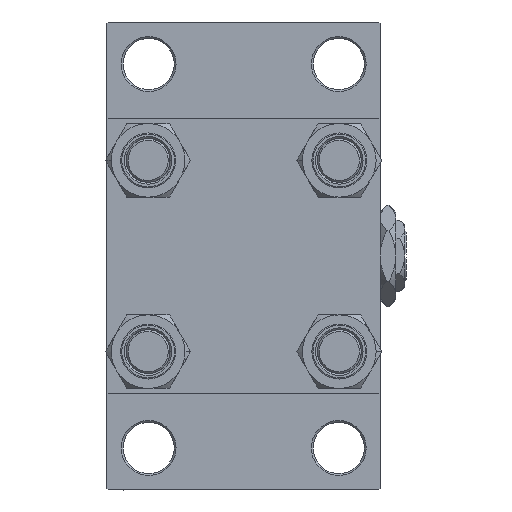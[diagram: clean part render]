
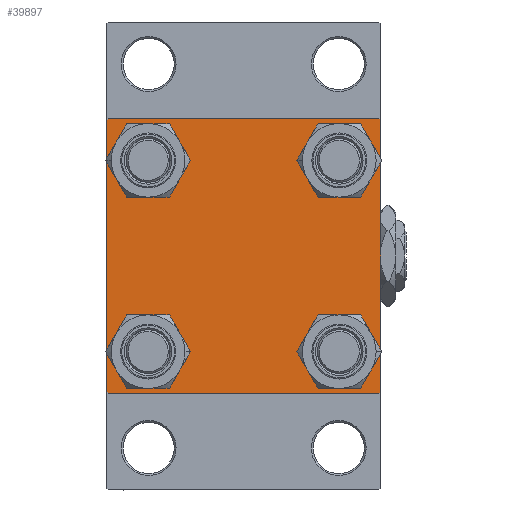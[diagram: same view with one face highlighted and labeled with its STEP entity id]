
A CAD part, left-side view. The second image highlights one B-rep face of the part: STEP entity #39897.
In plain terms, the highlighted planar face has unit normal (-1, 0, 0).
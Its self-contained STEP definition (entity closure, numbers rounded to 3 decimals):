
#287 = ORIENTED_EDGE ( 'NONE', *, *, #49812, .T. ) ;
#720 = DIRECTION ( 'NONE',  ( 0., 0., 1. ) ) ;
#759 = AXIS2_PLACEMENT_3D ( 'NONE', #12159, #17336, #14479 ) ;
#1681 = DIRECTION ( 'NONE',  ( 1., 0., 0. ) ) ;
#2038 = CIRCLE ( 'NONE', #21093, 6.5 ) ;
#3097 = VECTOR ( 'NONE', #18516, 1000. ) ;
#3272 = VECTOR ( 'NONE', #8273, 1000. ) ;
#4003 = EDGE_LOOP ( 'NONE', ( #22593, #33048, #16764, #12354, #8920, #47263, #48356, #8773 ) ) ;
#4191 = CARTESIAN_POINT ( 'NONE',  ( 0., 37.5, 37.5 ) ) ;
#5249 = DIRECTION ( 'NONE',  ( 0., 0., 1. ) ) ;
#5481 = EDGE_CURVE ( 'NONE', #34388, #27352, #15911, .T. ) ;
#5984 = DIRECTION ( 'NONE',  ( 1., 0., 0. ) ) ;
#6103 = EDGE_LOOP ( 'NONE', ( #31451, #287 ) ) ;
#6247 = CARTESIAN_POINT ( 'NONE',  ( 0., 26.15, -26.15 ) ) ;
#6415 = VECTOR ( 'NONE', #32708, 1000. ) ;
#7060 = EDGE_LOOP ( 'NONE', ( #41055, #37766 ) ) ;
#7106 = LINE ( 'NONE', #50668, #3097 ) ;
#7694 = AXIS2_PLACEMENT_3D ( 'NONE', #37207, #1681, #40329 ) ;
#8273 = DIRECTION ( 'NONE',  ( 0., -0.707, 0.707 ) ) ;
#8618 = FACE_BOUND ( 'NONE', #38937, .T. ) ;
#8773 = ORIENTED_EDGE ( 'NONE', *, *, #44829, .T. ) ;
#8920 = ORIENTED_EDGE ( 'NONE', *, *, #10028, .F. ) ;
#9140 = FACE_BOUND ( 'NONE', #7060, .T. ) ;
#9272 = CARTESIAN_POINT ( 'NONE',  ( 0., -26.15, 26.15 ) ) ;
#10028 = EDGE_CURVE ( 'NONE', #21862, #22054, #37110, .T. ) ;
#11515 = EDGE_CURVE ( 'NONE', #32658, #41321, #45351, .T. ) ;
#11956 = DIRECTION ( 'NONE',  ( 1., 0., 0. ) ) ;
#11974 = VERTEX_POINT ( 'NONE', #29857 ) ;
#12049 = AXIS2_PLACEMENT_3D ( 'NONE', #9272, #44018, #720 ) ;
#12159 = CARTESIAN_POINT ( 'NONE',  ( 0., 26.15, 26.15 ) ) ;
#12255 = FACE_BOUND ( 'NONE', #6103, .T. ) ;
#12354 = ORIENTED_EDGE ( 'NONE', *, *, #49749, .T. ) ;
#13123 = ORIENTED_EDGE ( 'NONE', *, *, #41372, .T. ) ;
#13130 = CARTESIAN_POINT ( 'NONE',  ( 0., 26.15, -32.65 ) ) ;
#13300 = DIRECTION ( 'NONE',  ( 1., 0., 0. ) ) ;
#14266 = AXIS2_PLACEMENT_3D ( 'NONE', #6247, #5984, #50336 ) ;
#14479 = DIRECTION ( 'NONE',  ( 0., 0., 1. ) ) ;
#15093 = VERTEX_POINT ( 'NONE', #25293 ) ;
#15617 = AXIS2_PLACEMENT_3D ( 'NONE', #25221, #13300, #21334 ) ;
#15671 = EDGE_CURVE ( 'NONE', #46900, #32658, #32165, .T. ) ;
#15911 = CIRCLE ( 'NONE', #14266, 6.5 ) ;
#16111 = DIRECTION ( 'NONE',  ( 0., 0., -1. ) ) ;
#16764 = ORIENTED_EDGE ( 'NONE', *, *, #31143, .T. ) ;
#16884 = DIRECTION ( 'NONE',  ( 0., 0., 1. ) ) ;
#17150 = VERTEX_POINT ( 'NONE', #38156 ) ;
#17336 = DIRECTION ( 'NONE',  ( 1., 0., 0. ) ) ;
#17443 = CARTESIAN_POINT ( 'NONE',  ( 0., 0., 0. ) ) ;
#17920 = DIRECTION ( 'NONE',  ( 1., 0., 0. ) ) ;
#18516 = DIRECTION ( 'NONE',  ( 0., 0.707, -0.707 ) ) ;
#18579 = VERTEX_POINT ( 'NONE', #41462 ) ;
#19759 = CARTESIAN_POINT ( 'NONE',  ( 0., -26.15, -26.15 ) ) ;
#20008 = DIRECTION ( 'NONE',  ( 0., 0., 1. ) ) ;
#20491 = ORIENTED_EDGE ( 'NONE', *, *, #49521, .T. ) ;
#20539 = CARTESIAN_POINT ( 'NONE',  ( 0., -37.25, 37.25 ) ) ;
#21093 = AXIS2_PLACEMENT_3D ( 'NONE', #41499, #17920, #16884 ) ;
#21132 = AXIS2_PLACEMENT_3D ( 'NONE', #50113, #25724, #41793 ) ;
#21207 = CARTESIAN_POINT ( 'NONE',  ( 0., 37., -37.5 ) ) ;
#21288 = DIRECTION ( 'NONE',  ( 0., 0., -1. ) ) ;
#21334 = DIRECTION ( 'NONE',  ( 0., 0., 1. ) ) ;
#21413 = CARTESIAN_POINT ( 'NONE',  ( 0., 26.15, 32.65 ) ) ;
#21862 = VERTEX_POINT ( 'NONE', #44816 ) ;
#22054 = VERTEX_POINT ( 'NONE', #23918 ) ;
#22593 = ORIENTED_EDGE ( 'NONE', *, *, #15671, .T. ) ;
#23429 = CIRCLE ( 'NONE', #7694, 6.5 ) ;
#23779 = VECTOR ( 'NONE', #35187, 1000. ) ;
#23918 = CARTESIAN_POINT ( 'NONE',  ( 0., -37.5, -37. ) ) ;
#24193 = VECTOR ( 'NONE', #28437, 1000. ) ;
#24950 = DIRECTION ( 'NONE',  ( -1., 0., 0. ) ) ;
#24982 = ORIENTED_EDGE ( 'NONE', *, *, #36403, .T. ) ;
#25221 = CARTESIAN_POINT ( 'NONE',  ( 0., 26.15, 26.15 ) ) ;
#25293 = CARTESIAN_POINT ( 'NONE',  ( 0., -37., 37.5 ) ) ;
#25724 = DIRECTION ( 'NONE',  ( 1., 0., 0. ) ) ;
#26084 = ORIENTED_EDGE ( 'NONE', *, *, #32328, .T. ) ;
#26124 = CARTESIAN_POINT ( 'NONE',  ( 0., 37.5, 37.5 ) ) ;
#26680 = CARTESIAN_POINT ( 'NONE',  ( 0., 37.25, -37.25 ) ) ;
#27352 = VERTEX_POINT ( 'NONE', #41096 ) ;
#27871 = VERTEX_POINT ( 'NONE', #43034 ) ;
#28316 = PLANE ( 'NONE',  #50219 ) ;
#28437 = DIRECTION ( 'NONE',  ( 0., -1., 0. ) ) ;
#28960 = CARTESIAN_POINT ( 'NONE',  ( 0., 37.5, -37.5 ) ) ;
#29068 = CARTESIAN_POINT ( 'NONE',  ( 0., -37.5, 37.5 ) ) ;
#29383 = CARTESIAN_POINT ( 'NONE',  ( 0., 37.5, 37. ) ) ;
#29501 = CIRCLE ( 'NONE', #21132, 6.5 ) ;
#29857 = CARTESIAN_POINT ( 'NONE',  ( 0., -26.15, 32.65 ) ) ;
#30128 = CARTESIAN_POINT ( 'NONE',  ( 0., 37.5, -37. ) ) ;
#30408 = CARTESIAN_POINT ( 'NONE',  ( 0., -26.15, 19.65 ) ) ;
#31143 = EDGE_CURVE ( 'NONE', #41321, #34338, #36737, .T. ) ;
#31303 = CARTESIAN_POINT ( 'NONE',  ( 0., -37., -37.5 ) ) ;
#31338 = CIRCLE ( 'NONE', #15617, 6.5 ) ;
#31381 = CIRCLE ( 'NONE', #49649, 6.5 ) ;
#31451 = ORIENTED_EDGE ( 'NONE', *, *, #48338, .T. ) ;
#31580 = EDGE_LOOP ( 'NONE', ( #24982, #13123 ) ) ;
#32165 = LINE ( 'NONE', #4191, #47617 ) ;
#32328 = EDGE_CURVE ( 'NONE', #27871, #34277, #23429, .T. ) ;
#32658 = VERTEX_POINT ( 'NONE', #30128 ) ;
#32708 = DIRECTION ( 'NONE',  ( 0., 0.707, 0.707 ) ) ;
#33048 = ORIENTED_EDGE ( 'NONE', *, *, #11515, .T. ) ;
#34277 = VERTEX_POINT ( 'NONE', #39845 ) ;
#34338 = VERTEX_POINT ( 'NONE', #31303 ) ;
#34388 = VERTEX_POINT ( 'NONE', #13130 ) ;
#35129 = VECTOR ( 'NONE', #21288, 1000. ) ;
#35187 = DIRECTION ( 'NONE',  ( 0., -1., 0. ) ) ;
#36045 = CIRCLE ( 'NONE', #12049, 6.5 ) ;
#36403 = EDGE_CURVE ( 'NONE', #11974, #40964, #2038, .T. ) ;
#36737 = LINE ( 'NONE', #28960, #24193 ) ;
#37110 = LINE ( 'NONE', #29068, #35129 ) ;
#37143 = FACE_OUTER_BOUND ( 'NONE', #4003, .T. ) ;
#37207 = CARTESIAN_POINT ( 'NONE',  ( 0., -26.15, -26.15 ) ) ;
#37766 = ORIENTED_EDGE ( 'NONE', *, *, #5481, .T. ) ;
#38156 = CARTESIAN_POINT ( 'NONE',  ( 0., 26.15, 19.65 ) ) ;
#38937 = EDGE_LOOP ( 'NONE', ( #20491, #26084 ) ) ;
#39342 = VECTOR ( 'NONE', #41707, 1000. ) ;
#39845 = CARTESIAN_POINT ( 'NONE',  ( 0., -26.15, -19.65 ) ) ;
#39897 = ADVANCED_FACE ( 'NONE', ( #39990, #8618, #9140, #12255, #37143 ), #28316, .T. ) ;
#39899 = LINE ( 'NONE', #47683, #3272 ) ;
#39990 = FACE_BOUND ( 'NONE', #31580, .T. ) ;
#40011 = EDGE_CURVE ( 'NONE', #27352, #34388, #29501, .T. ) ;
#40243 = LINE ( 'NONE', #20539, #6415 ) ;
#40329 = DIRECTION ( 'NONE',  ( 0., 0., 1. ) ) ;
#40964 = VERTEX_POINT ( 'NONE', #30408 ) ;
#41055 = ORIENTED_EDGE ( 'NONE', *, *, #40011, .T. ) ;
#41096 = CARTESIAN_POINT ( 'NONE',  ( 0., 26.15, -19.65 ) ) ;
#41321 = VERTEX_POINT ( 'NONE', #21207 ) ;
#41372 = EDGE_CURVE ( 'NONE', #40964, #11974, #36045, .T. ) ;
#41462 = CARTESIAN_POINT ( 'NONE',  ( 0., 37., 37.5 ) ) ;
#41499 = CARTESIAN_POINT ( 'NONE',  ( 0., -26.15, 26.15 ) ) ;
#41707 = DIRECTION ( 'NONE',  ( 0., -0.707, -0.707 ) ) ;
#41793 = DIRECTION ( 'NONE',  ( 0., 0., 1. ) ) ;
#42720 = LINE ( 'NONE', #26124, #23779 ) ;
#43034 = CARTESIAN_POINT ( 'NONE',  ( 0., -26.15, -32.65 ) ) ;
#44018 = DIRECTION ( 'NONE',  ( 1., 0., 0. ) ) ;
#44816 = CARTESIAN_POINT ( 'NONE',  ( 0., -37.5, 37. ) ) ;
#44829 = EDGE_CURVE ( 'NONE', #18579, #46900, #7106, .T. ) ;
#45046 = EDGE_CURVE ( 'NONE', #21862, #15093, #40243, .T. ) ;
#45351 = LINE ( 'NONE', #26680, #39342 ) ;
#45538 = EDGE_CURVE ( 'NONE', #18579, #15093, #42720, .T. ) ;
#46900 = VERTEX_POINT ( 'NONE', #29383 ) ;
#47263 = ORIENTED_EDGE ( 'NONE', *, *, #45046, .T. ) ;
#47617 = VECTOR ( 'NONE', #16111, 1000. ) ;
#47683 = CARTESIAN_POINT ( 'NONE',  ( 0., -37.25, -37.25 ) ) ;
#48338 = EDGE_CURVE ( 'NONE', #50220, #17150, #31338, .T. ) ;
#48356 = ORIENTED_EDGE ( 'NONE', *, *, #45538, .F. ) ;
#48797 = CIRCLE ( 'NONE', #759, 6.5 ) ;
#49521 = EDGE_CURVE ( 'NONE', #34277, #27871, #31381, .T. ) ;
#49649 = AXIS2_PLACEMENT_3D ( 'NONE', #19759, #11956, #20008 ) ;
#49749 = EDGE_CURVE ( 'NONE', #34338, #22054, #39899, .T. ) ;
#49812 = EDGE_CURVE ( 'NONE', #17150, #50220, #48797, .T. ) ;
#50113 = CARTESIAN_POINT ( 'NONE',  ( 0., 26.15, -26.15 ) ) ;
#50219 = AXIS2_PLACEMENT_3D ( 'NONE', #17443, #24950, #5249 ) ;
#50220 = VERTEX_POINT ( 'NONE', #21413 ) ;
#50336 = DIRECTION ( 'NONE',  ( 0., 0., 1. ) ) ;
#50668 = CARTESIAN_POINT ( 'NONE',  ( 0., 37.25, 37.25 ) ) ;
